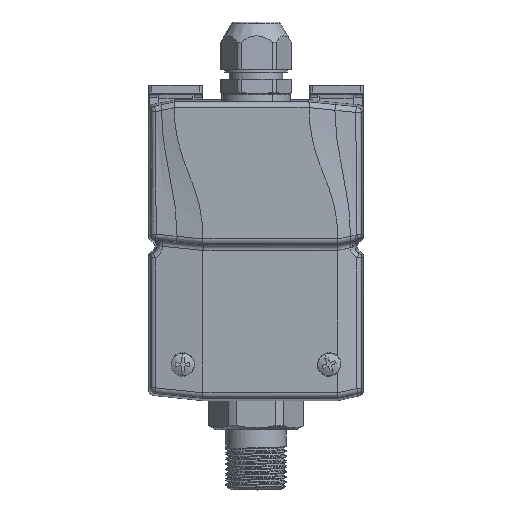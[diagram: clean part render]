
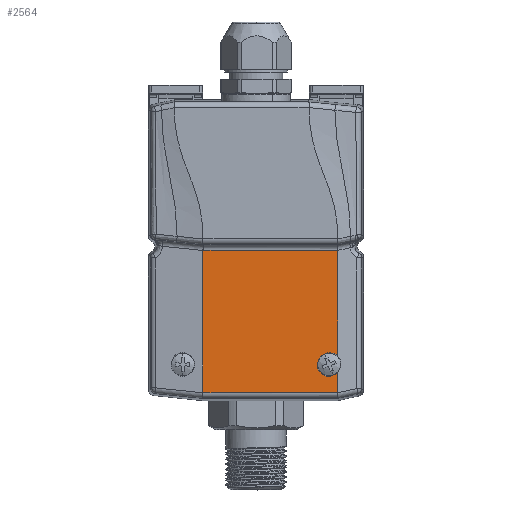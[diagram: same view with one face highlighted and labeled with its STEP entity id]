
A CAD part, top view. The second image highlights one B-rep face of the part: STEP entity #2564.
In plain terms, the highlighted planar face has unit normal (0, 0, 1).
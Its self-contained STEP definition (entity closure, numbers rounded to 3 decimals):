
#1826=CIRCLE('',#15782,4.131);
#1827=CIRCLE('',#15783,4.131);
#1828=CIRCLE('',#15784,4.131);
#2564=ADVANCED_FACE('',(#3656),#3201,.T.);
#3201=PLANE('',#15785);
#3656=FACE_OUTER_BOUND('',#4414,.T.);
#4414=EDGE_LOOP('',(#8186,#8187,#8188,#8189,#8190,#8191,#8192,#8193,#8194,
#8195,#8196,#8197));
#5341=LINE('',#27237,#6193);
#5347=LINE('',#27857,#6199);
#5348=LINE('',#27860,#6200);
#5349=LINE('',#27862,#6201);
#5350=LINE('',#27864,#6202);
#5352=LINE('',#27874,#6204);
#5353=LINE('',#27880,#6205);
#5355=LINE('',#27891,#6207);
#5356=LINE('',#27895,#6208);
#6193=VECTOR('',#17442,1.);
#6199=VECTOR('',#17470,1.);
#6200=VECTOR('',#17471,1.);
#6201=VECTOR('',#17472,1.);
#6202=VECTOR('',#17473,1.);
#6204=VECTOR('',#17475,1.);
#6205=VECTOR('',#17482,1.);
#6207=VECTOR('',#17484,1.);
#6208=VECTOR('',#17489,1.);
#8186=ORIENTED_EDGE('',*,*,#13209,.F.);
#8187=ORIENTED_EDGE('',*,*,#13211,.F.);
#8188=ORIENTED_EDGE('',*,*,#13200,.T.);
#8189=ORIENTED_EDGE('',*,*,#13199,.T.);
#8190=ORIENTED_EDGE('',*,*,#13198,.T.);
#8191=ORIENTED_EDGE('',*,*,#13197,.T.);
#8192=ORIENTED_EDGE('',*,*,#13203,.T.);
#8193=ORIENTED_EDGE('',*,*,#13177,.F.);
#8194=ORIENTED_EDGE('',*,*,#13206,.F.);
#8195=ORIENTED_EDGE('',*,*,#13212,.F.);
#8196=ORIENTED_EDGE('',*,*,#13213,.F.);
#8197=ORIENTED_EDGE('',*,*,#13214,.F.);
#11533=VERTEX_POINT('',#27236);
#11534=VERTEX_POINT('',#27238);
#11543=VERTEX_POINT('',#27858);
#11544=VERTEX_POINT('',#27859);
#11545=VERTEX_POINT('',#27861);
#11546=VERTEX_POINT('',#27863);
#11547=VERTEX_POINT('',#27865);
#11551=VERTEX_POINT('',#27881);
#11553=VERTEX_POINT('',#27890);
#11554=VERTEX_POINT('',#27892);
#11555=VERTEX_POINT('',#27897);
#11556=VERTEX_POINT('',#27899);
#13177=EDGE_CURVE('',#11533,#11534,#5341,.T.);
#13197=EDGE_CURVE('',#11543,#11544,#5347,.T.);
#13198=EDGE_CURVE('',#11545,#11543,#5348,.T.);
#13199=EDGE_CURVE('',#11546,#11545,#5349,.T.);
#13200=EDGE_CURVE('',#11547,#11546,#5350,.T.);
#13203=EDGE_CURVE('',#11544,#11534,#5352,.T.);
#13206=EDGE_CURVE('',#11551,#11533,#5353,.T.);
#13209=EDGE_CURVE('',#11553,#11554,#5355,.T.);
#13211=EDGE_CURVE('',#11547,#11553,#5356,.T.);
#13212=EDGE_CURVE('',#11555,#11551,#1826,.T.);
#13213=EDGE_CURVE('',#11556,#11555,#1827,.T.);
#13214=EDGE_CURVE('',#11554,#11556,#1828,.T.);
#15782=AXIS2_PLACEMENT_3D('',#27896,#17490,#17491);
#15783=AXIS2_PLACEMENT_3D('',#27898,#17492,#17493);
#15784=AXIS2_PLACEMENT_3D('',#27900,#17494,#17495);
#15785=AXIS2_PLACEMENT_3D('',#27901,#17496,#17497);
#17442=DIRECTION('',(-1.,0.,0.));
#17470=DIRECTION('',(0.,-1.,0.));
#17471=DIRECTION('',(0.,-1.,0.));
#17472=DIRECTION('',(0.,-1.,0.));
#17473=DIRECTION('',(0.,-1.,0.));
#17475=DIRECTION('',(0.,-1.,0.));
#17482=DIRECTION('',(0.,-1.,0.));
#17484=DIRECTION('',(0.,-1.,0.));
#17489=DIRECTION('',(1.,0.,0.));
#17490=DIRECTION('',(0.,0.,1.));
#17491=DIRECTION('',(0.,1.,0.));
#17492=DIRECTION('',(0.,0.,1.));
#17493=DIRECTION('',(0.,1.,0.));
#17494=DIRECTION('',(0.,0.,1.));
#17495=DIRECTION('',(0.,1.,0.));
#17496=DIRECTION('',(0.,0.,1.));
#17497=DIRECTION('',(-1.,0.,0.));
#27236=CARTESIAN_POINT('',(28.5,-23.766,81.5));
#27237=CARTESIAN_POINT('',(5.,-23.766,81.5));
#27238=CARTESIAN_POINT('',(-18.5,-23.766,81.5));
#27857=CARTESIAN_POINT('',(-18.5,0.,81.5));
#27858=CARTESIAN_POINT('',(-18.5,-15.259,81.5));
#27859=CARTESIAN_POINT('',(-18.5,-15.261,81.5));
#27860=CARTESIAN_POINT('',(-18.5,-13.9,81.5));
#27861=CARTESIAN_POINT('',(-18.5,-12.541,81.5));
#27862=CARTESIAN_POINT('',(-18.5,0.,81.5));
#27863=CARTESIAN_POINT('',(-18.5,-12.539,81.5));
#27864=CARTESIAN_POINT('',(-18.5,6.649,81.5));
#27865=CARTESIAN_POINT('',(-18.5,25.837,81.5));
#27874=CARTESIAN_POINT('',(-18.5,-19.513,81.5));
#27880=CARTESIAN_POINT('',(28.5,-20.637,81.5));
#27881=CARTESIAN_POINT('',(28.5,-16.74,81.5));
#27890=CARTESIAN_POINT('',(28.5,25.837,81.5));
#27891=CARTESIAN_POINT('',(28.5,7.773,81.5));
#27892=CARTESIAN_POINT('',(28.5,-11.06,81.5));
#27895=CARTESIAN_POINT('',(5.,25.837,81.5));
#27896=CARTESIAN_POINT('',(25.5,-13.9,81.5));
#27897=CARTESIAN_POINT('',(27.48,-17.525,81.5));
#27898=CARTESIAN_POINT('',(25.5,-13.9,81.5));
#27899=CARTESIAN_POINT('',(23.52,-10.275,81.5));
#27900=CARTESIAN_POINT('',(25.5,-13.9,81.5));
#27901=CARTESIAN_POINT('',(28.5,0.,81.5));
